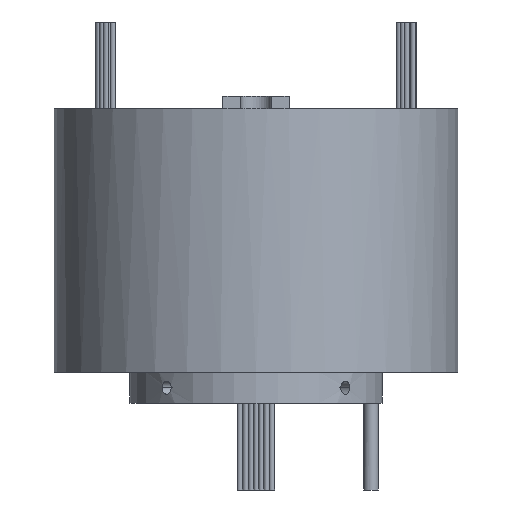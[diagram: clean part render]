
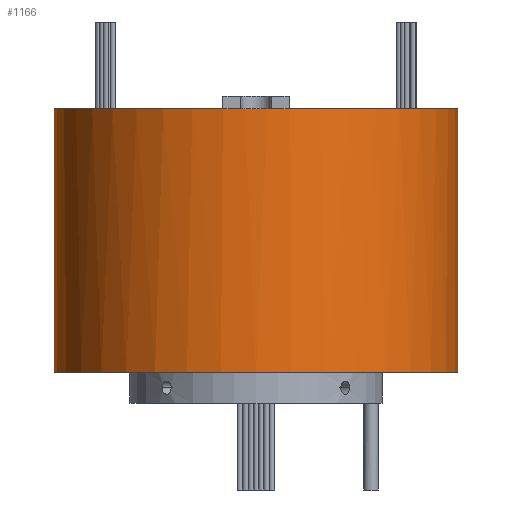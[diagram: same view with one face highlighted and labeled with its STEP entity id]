
A CAD part, front view. The second image highlights one B-rep face of the part: STEP entity #1166.
In plain terms, the highlighted cylindrical face has radius 79 mm (diameter 158 mm), a partial arc.
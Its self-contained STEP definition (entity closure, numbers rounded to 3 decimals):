
#162 = CARTESIAN_POINT ( 'NONE',  ( 0., 0., 115.2 ) ) ;
#178 = EDGE_CURVE ( 'NONE', #4800, #2818, #5113, .T. ) ;
#209 = ORIENTED_EDGE ( 'NONE', *, *, #5036, .F. ) ;
#582 = CARTESIAN_POINT ( 'NONE',  ( 79., 0., 115.2 ) ) ;
#708 = DIRECTION ( 'NONE',  ( 1., 0., 0. ) ) ;
#893 = CARTESIAN_POINT ( 'NONE',  ( 79., 0., 12. ) ) ;
#948 = DIRECTION ( 'NONE',  ( 0., 0., -1. ) ) ;
#986 = VERTEX_POINT ( 'NONE', #4449 ) ;
#1116 = DIRECTION ( 'NONE',  ( 0., 0., 1. ) ) ;
#1166 = ADVANCED_FACE ( 'NONE', ( #6303 ), #5976, .T. ) ;
#1252 = VECTOR ( 'NONE', #3686, 1000. ) ;
#1330 = AXIS2_PLACEMENT_3D ( 'NONE', #162, #3772, #708 ) ;
#1470 = CARTESIAN_POINT ( 'NONE',  ( -79., 0., 115.2 ) ) ;
#1489 = DIRECTION ( 'NONE',  ( 0., 0., -1. ) ) ;
#1571 = EDGE_CURVE ( 'NONE', #986, #4097, #4375, .T. ) ;
#1764 = CIRCLE ( 'NONE', #1330, 79. ) ;
#1961 = AXIS2_PLACEMENT_3D ( 'NONE', #5955, #2377, #2692 ) ;
#2305 = VERTEX_POINT ( 'NONE', #582 ) ;
#2332 = ORIENTED_EDGE ( 'NONE', *, *, #3880, .F. ) ;
#2377 = DIRECTION ( 'NONE',  ( 0., 0., 1. ) ) ;
#2489 = CARTESIAN_POINT ( 'NONE',  ( 0., 0., 115.2 ) ) ;
#2692 = DIRECTION ( 'NONE',  ( 1., 0., 0. ) ) ;
#2707 = CARTESIAN_POINT ( 'NONE',  ( 0., 0., 115.2 ) ) ;
#2818 = VERTEX_POINT ( 'NONE', #5888 ) ;
#3223 = DIRECTION ( 'NONE',  ( 1., 0., 0. ) ) ;
#3246 = AXIS2_PLACEMENT_3D ( 'NONE', #2489, #1489, #5537 ) ;
#3252 = ORIENTED_EDGE ( 'NONE', *, *, #6362, .F. ) ;
#3269 = CARTESIAN_POINT ( 'NONE',  ( 13., -77.923, 115.2 ) ) ;
#3686 = DIRECTION ( 'NONE',  ( 0., 0., -1. ) ) ;
#3772 = DIRECTION ( 'NONE',  ( 0., 0., 1. ) ) ;
#3875 = AXIS2_PLACEMENT_3D ( 'NONE', #4164, #1116, #4683 ) ;
#3880 = EDGE_CURVE ( 'NONE', #5553, #2305, #4832, .T. ) ;
#3975 = EDGE_LOOP ( 'NONE', ( #209, #2332, #3252, #4343, #6001, #4545 ) ) ;
#4001 = CARTESIAN_POINT ( 'NONE',  ( -79., 0., 115.2 ) ) ;
#4097 = VERTEX_POINT ( 'NONE', #893 ) ;
#4164 = CARTESIAN_POINT ( 'NONE',  ( 0., 0., 115.2 ) ) ;
#4189 = VECTOR ( 'NONE', #948, 1000. ) ;
#4343 = ORIENTED_EDGE ( 'NONE', *, *, #178, .F. ) ;
#4375 = CIRCLE ( 'NONE', #1961, 79. ) ;
#4449 = CARTESIAN_POINT ( 'NONE',  ( -79., 0., 12. ) ) ;
#4545 = ORIENTED_EDGE ( 'NONE', *, *, #1571, .T. ) ;
#4683 = DIRECTION ( 'NONE',  ( 1., 0., 0. ) ) ;
#4769 = EDGE_CURVE ( 'NONE', #4800, #986, #6610, .T. ) ;
#4800 = VERTEX_POINT ( 'NONE', #1470 ) ;
#4832 = CIRCLE ( 'NONE', #6090, 79. ) ;
#5036 = EDGE_CURVE ( 'NONE', #2305, #4097, #6675, .T. ) ;
#5113 = CIRCLE ( 'NONE', #3875, 79. ) ;
#5199 = CARTESIAN_POINT ( 'NONE',  ( 79., 0., 115.2 ) ) ;
#5537 = DIRECTION ( 'NONE',  ( -1., 0., 0. ) ) ;
#5553 = VERTEX_POINT ( 'NONE', #3269 ) ;
#5888 = CARTESIAN_POINT ( 'NONE',  ( -13., -77.923, 115.2 ) ) ;
#5955 = CARTESIAN_POINT ( 'NONE',  ( 0., 0., 12. ) ) ;
#5976 = CYLINDRICAL_SURFACE ( 'NONE', #3246, 79. ) ;
#6001 = ORIENTED_EDGE ( 'NONE', *, *, #4769, .T. ) ;
#6090 = AXIS2_PLACEMENT_3D ( 'NONE', #2707, #6286, #3223 ) ;
#6286 = DIRECTION ( 'NONE',  ( 0., 0., 1. ) ) ;
#6303 = FACE_OUTER_BOUND ( 'NONE', #3975, .T. ) ;
#6362 = EDGE_CURVE ( 'NONE', #2818, #5553, #1764, .T. ) ;
#6610 = LINE ( 'NONE', #4001, #4189 ) ;
#6675 = LINE ( 'NONE', #5199, #1252 ) ;
